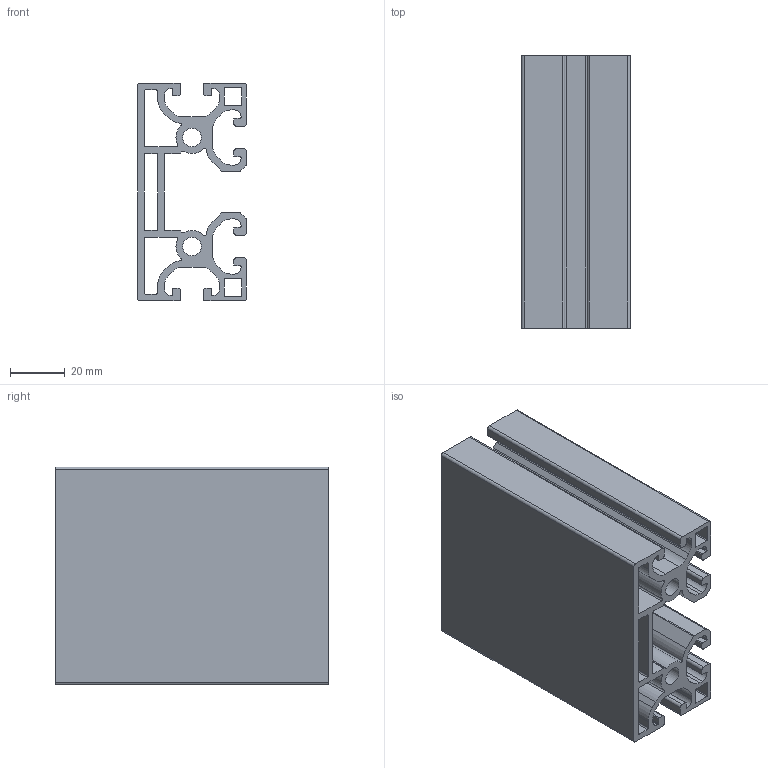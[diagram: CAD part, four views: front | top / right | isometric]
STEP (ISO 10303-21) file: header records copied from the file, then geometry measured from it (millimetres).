
FILE_DESCRIPTION( ( 'Unknown' ), '1' );
FILE_NAME( 'I8-X4080L4N-K.stp', 'Unknown', ( 'Unknown' ), ( 'Unknown' ), 'XStep 1.0', 'Unknown', ' ' );
FILE_SCHEMA( ( 'automotive_design' ) );
Length unit declared in the file: millimetre
Products named in the file (1): 1
Bounding box: 40 x 100 x 80 mm (x, y, z)
Volume: 109034.4 mm3; surface area: 82052.2 mm2
Topology: 1 solids, 1 shells, 204 faces, 606 edges, 404 vertices
Faces by surface type: cylinder 108, plane 96
Full cylindrical faces by diameter (mm): 6.8 x2
Entity records: 8572 total; most frequent: DIRECTION 1230, CARTESIAN_POINT 1213, ORIENTED_EDGE 1208, EDGE_CURVE 604, AXIS2_PLACEMENT_3D 421, VERTEX_POINT 404, LINE 388, VECTOR 388
